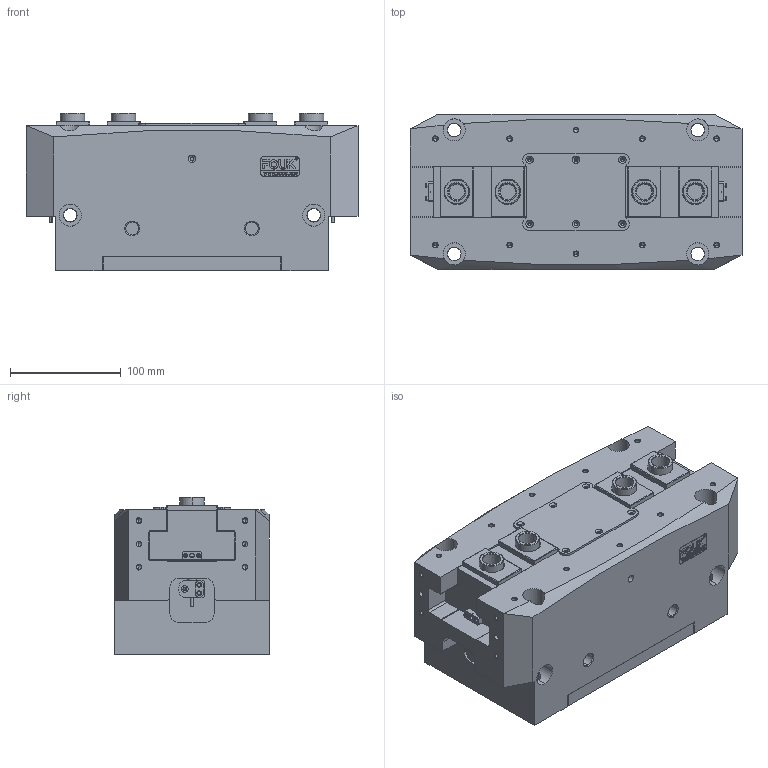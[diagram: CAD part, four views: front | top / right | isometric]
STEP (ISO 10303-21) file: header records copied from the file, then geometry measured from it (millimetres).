
FILE_DESCRIPTION (( 'STEP AP203' ), '1' );
FILE_NAME ('TR148-300-S.STEP', '2024-11-19T07:05:13', ( 'USER-' ), ( 'Microsoft' ), 'SwSTEP 2.0', 'SolidWorks 2018', '' );
FILE_SCHEMA (( 'CONFIG_CONTROL_DESIGN' ));
Length unit declared in the file: millimetre
Products named in the file (11): 22x16-14隅弇杶; TR148-300-M-05 菁裔啣; TR148-300-M-06  笢猾啣; 埴翐芛蹟隊_GB_FASTENER_SCREWS_HSHCS M2X8-N; 35x18-R3; TR148-300-S 賑輸; TR148-300-M-01 褲极; 羲壽標釱B; 晚假蚾輸; 8-30 換覜ん; TR148-300-S
Assembly tree (20 placements, depth 2):
  TR148-300-S
    TR148-300-M-01 褲极
    TR148-300-S 賑輸  x2
    TR148-300-M-06  笢猾啣
    羲壽標釱B  x2
    8-30 換覜ん  x2
    TR148-300-M-05 菁裔啣
    22x16-14隅弇杶  x4
    晚假蚾輸  x2
    埴翐芛蹟隊_GB_FASTENER_SCREWS_HSHCS M2X8-N  x4
    35x18-R3
Bounding box: 300 x 140 x 142 mm (x, y, z)
Volume: 4687347 mm3; surface area: 434727.1 mm2
Topology: 20 solids, 30 shells, 1437 faces, 3687 edges, 2310 vertices
Faces by surface type: plane 617, cylinder 389, cone 268, bspline 155, torus 8
Entity records: 42023 total; most frequent: CARTESIAN_POINT 13276, ORIENTED_EDGE 5810, DIRECTION 5344, EDGE_CURVE 2905, VERTEX_POINT 1880, VECTOR 1792, LINE 1792, AXIS2_PLACEMENT_3D 1776
